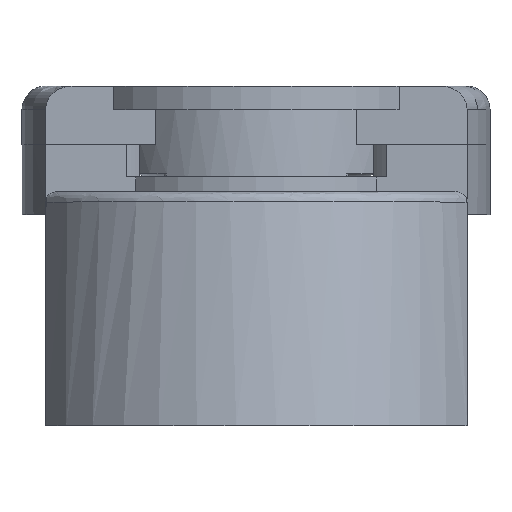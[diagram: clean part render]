
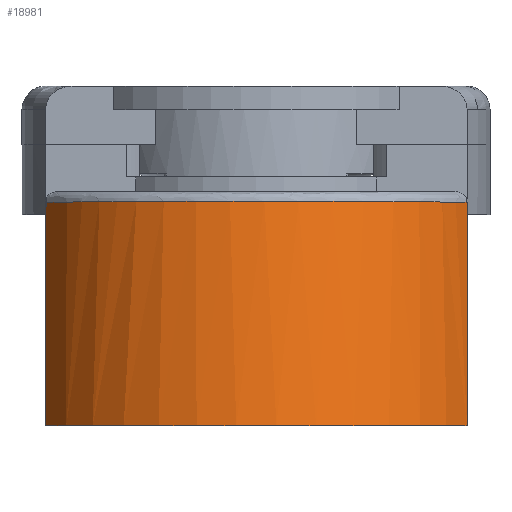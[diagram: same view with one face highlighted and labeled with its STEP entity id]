
A CAD part, left-side view. The second image highlights one B-rep face of the part: STEP entity #18981.
In plain terms, the highlighted free-form (B-spline) face has degree [1, 2] with [2, 5] control points.
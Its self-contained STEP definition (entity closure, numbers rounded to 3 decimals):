
#19=(
BOUNDED_SURFACE()
B_SPLINE_SURFACE(1,2,((#31144,#31145,#31146,#31147,#31148),(#31149,#31150,
#31151,#31152,#31153)),.UNSPECIFIED.,.F.,.F.,.F.)
B_SPLINE_SURFACE_WITH_KNOTS((2,2),(3,2,3),(0.123,1.194),
(-2.689,-1.571,-0.453),.UNSPECIFIED.)
GEOMETRIC_REPRESENTATION_ITEM()
RATIONAL_B_SPLINE_SURFACE(((1.,0.848,1.,0.848,1.),
(1.,0.848,1.,0.848,1.)))
REPRESENTATION_ITEM('')
SURFACE()
);
#67=B_SPLINE_CURVE_WITH_KNOTS('',3,(#31067,#31068,#31069,#31070,#31071,
#31072,#31073),.UNSPECIFIED.,.F.,.F.,(4,1,1,1,4),(-4.328,-3.731,
-2.51,-1.288,-0.08),.UNSPECIFIED.);
#1995=FACE_OUTER_BOUND('',#3019,.T.);
#3019=EDGE_LOOP('',(#17593,#17594,#17595,#17596));
#5347=LINE('',#31141,#7702);
#5350=LINE('',#31155,#7705);
#7702=VECTOR('',#24932,10.);
#7705=VECTOR('',#24935,10.);
#8032=CIRCLE('',#20290,20.);
#9774=VERTEX_POINT('',#31055);
#9775=VERTEX_POINT('',#31066);
#9779=VERTEX_POINT('',#31140);
#9780=VERTEX_POINT('',#31154);
#12404=EDGE_CURVE('',#9774,#9775,#67,.T.);
#12410=EDGE_CURVE('',#9775,#9779,#5347,.T.);
#12413=EDGE_CURVE('',#9774,#9780,#5350,.T.);
#12414=EDGE_CURVE('',#9780,#9779,#8032,.T.);
#17593=ORIENTED_EDGE('',*,*,#12404,.F.);
#17594=ORIENTED_EDGE('',*,*,#12413,.T.);
#17595=ORIENTED_EDGE('',*,*,#12414,.T.);
#17596=ORIENTED_EDGE('',*,*,#12410,.F.);
#18981=ADVANCED_FACE('',(#1995),#19,.T.);
#20290=AXIS2_PLACEMENT_3D('',#31156,#24936,#24937);
#24932=DIRECTION('',(-0.174,0.,-0.985));
#24935=DIRECTION('',(-0.174,0.,-0.985));
#24936=DIRECTION('center_axis',(0.,0.,1.));
#24937=DIRECTION('ref_axis',(-1.,0.,0.));
#31055=CARTESIAN_POINT('',(-8.913,17.984,-0.923));
#31066=CARTESIAN_POINT('',(-8.913,-17.984,-0.923));
#31067=CARTESIAN_POINT('Ctrl Pts',(-8.913,17.984,-0.923));
#31068=CARTESIAN_POINT('Ctrl Pts',(-10.796,17.067,-0.907));
#31069=CARTESIAN_POINT('Ctrl Pts',(-16.102,13.374,-0.86));
#31070=CARTESIAN_POINT('Ctrl Pts',(-21.299,3.43,-0.817));
#31071=CARTESIAN_POINT('Ctrl Pts',(-19.144,-9.884,
-0.835));
#31072=CARTESIAN_POINT('Ctrl Pts',(-12.722,-16.127,-0.89));
#31073=CARTESIAN_POINT('Ctrl Pts',(-8.913,-17.984,
-0.923));
#31140=CARTESIAN_POINT('',(-12.277,-17.984,-20.));
#31141=CARTESIAN_POINT('',(-8.751,-17.984,0.));
#31144=CARTESIAN_POINT('Ctrl Pts',(-8.913,17.984,-0.923));
#31145=CARTESIAN_POINT('Ctrl Pts',(-19.824,12.511,1.001));
#31146=CARTESIAN_POINT('Ctrl Pts',(-19.824,0.,
1.001));
#31147=CARTESIAN_POINT('Ctrl Pts',(-19.824,-12.511,
1.001));
#31148=CARTESIAN_POINT('Ctrl Pts',(-8.913,-17.984,
-0.923));
#31149=CARTESIAN_POINT('Ctrl Pts',(-12.634,17.984,-22.025));
#31150=CARTESIAN_POINT('Ctrl Pts',(-23.545,12.511,-20.101));
#31151=CARTESIAN_POINT('Ctrl Pts',(-23.545,0.,
-20.101));
#31152=CARTESIAN_POINT('Ctrl Pts',(-23.545,-12.511,
-20.101));
#31153=CARTESIAN_POINT('Ctrl Pts',(-12.634,-17.984,
-22.025));
#31154=CARTESIAN_POINT('',(-12.277,17.984,-20.));
#31155=CARTESIAN_POINT('',(-8.751,17.984,0.));
#31156=CARTESIAN_POINT('Origin',(-3.527,0.,
-20.));
